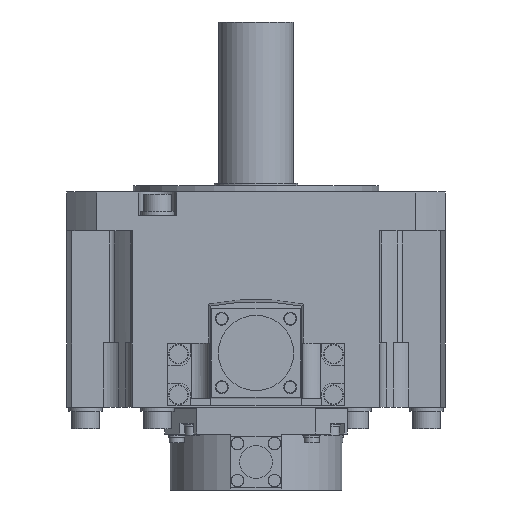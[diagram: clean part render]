
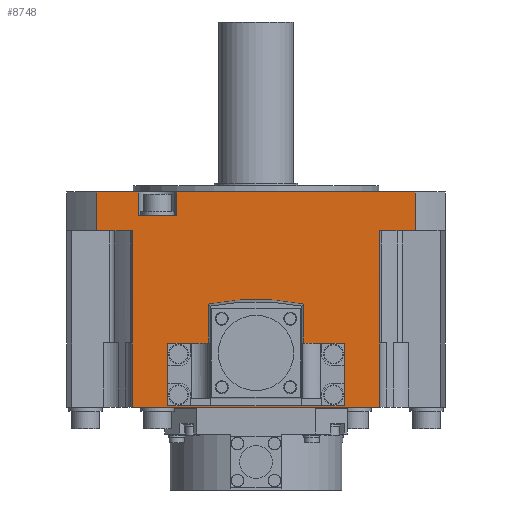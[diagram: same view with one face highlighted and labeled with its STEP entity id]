
A CAD part, front view. The second image highlights one B-rep face of the part: STEP entity #8748.
In plain terms, the highlighted planar face has unit normal (0, -1, 0).
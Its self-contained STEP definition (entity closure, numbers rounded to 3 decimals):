
#2234=DIRECTION('',(0.,0.,-1.));
#2235=VECTOR('',#2234,82.);
#2236=CARTESIAN_POINT('',(-57.5,-88.,-18.));
#2237=LINE('',#2236,#2235);
#2250=DIRECTION('',(0.,0.,-1.));
#2251=VECTOR('',#2250,82.);
#2252=CARTESIAN_POINT('',(57.5,-88.,-18.));
#2253=LINE('',#2252,#2251);
#2254=DIRECTION('',(-1.,0.,0.));
#2255=VECTOR('',#2254,115.);
#2256=CARTESIAN_POINT('',(57.5,-88.,-100.));
#2257=LINE('',#2256,#2255);
#2258=DIRECTION('',(-1.,0.,0.));
#2259=VECTOR('',#2258,16.534);
#2260=CARTESIAN_POINT('',(-57.5,-88.,-18.));
#2261=LINE('',#2260,#2259);
#2262=DIRECTION('',(1.,0.,0.));
#2263=VECTOR('',#2262,19.284);
#2264=CARTESIAN_POINT('',(-74.034,-88.,0.));
#2265=LINE('',#2264,#2263);
#2266=DIRECTION('',(1.,0.,0.));
#2267=VECTOR('',#2266,18.);
#2268=CARTESIAN_POINT('',(-54.75,-88.,-11.));
#2269=LINE('',#2268,#2267);
#2270=DIRECTION('',(1.,0.,0.));
#2271=VECTOR('',#2270,110.784);
#2272=CARTESIAN_POINT('',(-36.75,-88.,0.));
#2273=LINE('',#2272,#2271);
#2274=DIRECTION('',(-1.,0.,0.));
#2275=VECTOR('',#2274,16.534);
#2276=CARTESIAN_POINT('',(74.034,-88.,-18.));
#2277=LINE('',#2276,#2275);
#2298=DIRECTION('',(0.,0.,-1.));
#2299=VECTOR('',#2298,29.);
#2300=CARTESIAN_POINT('',(41.,-88.,-70.3));
#2301=LINE('',#2300,#2299);
#2326=DIRECTION('',(-1.,0.,0.));
#2327=VECTOR('',#2326,82.);
#2328=CARTESIAN_POINT('',(41.,-88.,-99.3));
#2329=LINE('',#2328,#2327);
#2350=DIRECTION('',(0.,0.,1.));
#2351=VECTOR('',#2350,29.);
#2352=CARTESIAN_POINT('',(-41.,-88.,-99.3));
#2353=LINE('',#2352,#2351);
#2379=DIRECTION('',(1.,0.,0.));
#2380=VECTOR('',#2379,82.);
#2381=CARTESIAN_POINT('',(-41.,-88.,-70.3));
#2382=LINE('',#2381,#2380);
#3500=DIRECTION('',(0.,0.,1.));
#3501=VECTOR('',#3500,18.);
#3502=CARTESIAN_POINT('',(74.034,-88.,-18.));
#3503=LINE('',#3502,#3501);
#3737=DIRECTION('',(0.,0.,-1.));
#3738=VECTOR('',#3737,18.);
#3739=CARTESIAN_POINT('',(-74.034,-88.,0.));
#3740=LINE('',#3739,#3738);
#3779=DIRECTION('',(0.,0.,1.));
#3780=VECTOR('',#3779,11.);
#3781=CARTESIAN_POINT('',(-54.75,-88.,-11.));
#3782=LINE('',#3781,#3780);
#3795=DIRECTION('',(0.,0.,-1.));
#3796=VECTOR('',#3795,11.);
#3797=CARTESIAN_POINT('',(-36.75,-88.,0.));
#3798=LINE('',#3797,#3796);
#4235=CARTESIAN_POINT('',(74.034,-88.,0.));
#4236=VERTEX_POINT('',#4235);
#4237=CARTESIAN_POINT('',(-36.75,-88.,0.));
#4238=VERTEX_POINT('',#4237);
#4243=CARTESIAN_POINT('',(-54.75,-88.,0.));
#4244=VERTEX_POINT('',#4243);
#4245=CARTESIAN_POINT('',(-74.034,-88.,0.));
#4246=VERTEX_POINT('',#4245);
#4325=CARTESIAN_POINT('',(57.5,-88.,-18.));
#4326=VERTEX_POINT('',#4325);
#4327=CARTESIAN_POINT('',(74.034,-88.,-18.));
#4328=VERTEX_POINT('',#4327);
#4353=CARTESIAN_POINT('',(-74.034,-88.,-18.));
#4354=VERTEX_POINT('',#4353);
#4356=CARTESIAN_POINT('',(-57.5,-88.,-18.));
#4358=VERTEX_POINT('',#4356);
#4396=CARTESIAN_POINT('',(-54.75,-88.,-11.));
#4398=VERTEX_POINT('',#4396);
#4401=CARTESIAN_POINT('',(-36.75,-88.,-11.));
#4402=VERTEX_POINT('',#4401);
#4461=CARTESIAN_POINT('',(-57.5,-88.,-100.));
#4462=VERTEX_POINT('',#4461);
#4464=CARTESIAN_POINT('',(57.5,-88.,-100.));
#4466=VERTEX_POINT('',#4464);
#4499=CARTESIAN_POINT('',(41.,-88.,-70.3));
#4500=CARTESIAN_POINT('',(41.,-88.,-99.3));
#4501=VERTEX_POINT('',#4499);
#4502=VERTEX_POINT('',#4500);
#4503=CARTESIAN_POINT('',(-41.,-88.,-70.3));
#4504=VERTEX_POINT('',#4503);
#4505=CARTESIAN_POINT('',(-41.,-88.,-99.3));
#4506=VERTEX_POINT('',#4505);
#8711=CARTESIAN_POINT('',(0.,-88.,-9.75));
#8712=DIRECTION('',(0.,1.,0.));
#8713=DIRECTION('',(-1.,0.,0.));
#8714=AXIS2_PLACEMENT_3D('',#8711,#8712,#8713);
#8715=PLANE('',#8714);
#8717=ORIENTED_EDGE('',*,*,#8716,.T.);
#8718=ORIENTED_EDGE('',*,*,#6009,.T.);
#8719=ORIENTED_EDGE('',*,*,#8697,.F.);
#8721=ORIENTED_EDGE('',*,*,#8720,.T.);
#8723=ORIENTED_EDGE('',*,*,#8722,.F.);
#8724=ORIENTED_EDGE('',*,*,#5484,.T.);
#8726=ORIENTED_EDGE('',*,*,#8725,.F.);
#8728=ORIENTED_EDGE('',*,*,#8727,.T.);
#8730=ORIENTED_EDGE('',*,*,#8729,.F.);
#8731=ORIENTED_EDGE('',*,*,#5476,.T.);
#8733=ORIENTED_EDGE('',*,*,#8732,.F.);
#8735=ORIENTED_EDGE('',*,*,#8734,.T.);
#8736=EDGE_LOOP('',(#8717,#8718,#8719,#8721,#8723,#8724,#8726,#8728,#8730,#8731,
#8733,#8735));
#8737=FACE_OUTER_BOUND('',#8736,.F.);
#8739=ORIENTED_EDGE('',*,*,#8738,.F.);
#8741=ORIENTED_EDGE('',*,*,#8740,.F.);
#8743=ORIENTED_EDGE('',*,*,#8742,.F.);
#8745=ORIENTED_EDGE('',*,*,#8744,.F.);
#8746=EDGE_LOOP('',(#8739,#8741,#8743,#8745));
#8747=FACE_BOUND('',#8746,.F.);
#8748=ADVANCED_FACE('',(#8737,#8747),#8715,.F.);
#5476=EDGE_CURVE('',#4238,#4236,#2273,.T.);
#5484=EDGE_CURVE('',#4246,#4244,#2265,.T.);
#6009=EDGE_CURVE('',#4466,#4462,#2257,.T.);
#8697=EDGE_CURVE('',#4358,#4462,#2237,.T.);
#8716=EDGE_CURVE('',#4326,#4466,#2253,.T.);
#8720=EDGE_CURVE('',#4358,#4354,#2261,.T.);
#8722=EDGE_CURVE('',#4246,#4354,#3740,.T.);
#8725=EDGE_CURVE('',#4398,#4244,#3782,.T.);
#8727=EDGE_CURVE('',#4398,#4402,#2269,.T.);
#8729=EDGE_CURVE('',#4238,#4402,#3798,.T.);
#8732=EDGE_CURVE('',#4328,#4236,#3503,.T.);
#8734=EDGE_CURVE('',#4328,#4326,#2277,.T.);
#8738=EDGE_CURVE('',#4501,#4502,#2301,.T.);
#8740=EDGE_CURVE('',#4504,#4501,#2382,.T.);
#8742=EDGE_CURVE('',#4506,#4504,#2353,.T.);
#8744=EDGE_CURVE('',#4502,#4506,#2329,.T.);
